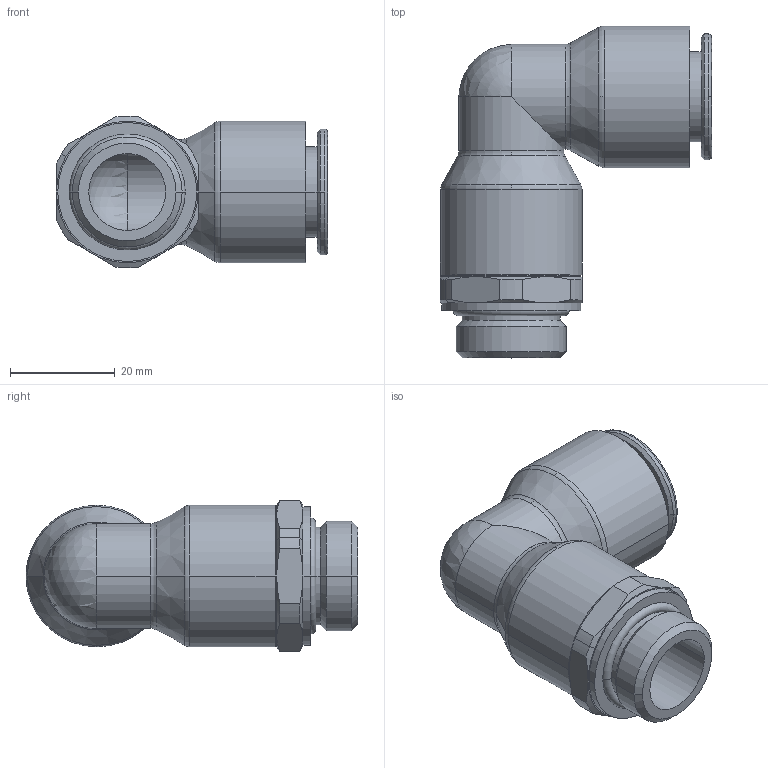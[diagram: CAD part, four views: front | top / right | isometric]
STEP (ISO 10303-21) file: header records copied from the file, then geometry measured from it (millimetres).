
FILE_DESCRIPTION(('STEP AP214'),'1');
FILE_NAME('3199_16_21.stp','2016-07-07T14:54:09',('TraceParts'),('TraceParts S.A.'),'Spatial InterOp 3D',' ',' ');
FILE_SCHEMA(('automotive_design'));
Length unit declared in the file: millimetre
Products named in the file (1): 1
Bounding box: 51.7 x 63.3 x 28.96 mm (x, y, z)
Volume: 22591.1 mm3; surface area: 13008 mm2
Topology: 2 solids, 2 shells, 92 faces, 223 edges, 137 vertices
Faces by surface type: cylinder 36, cone 26, plane 16, torus 12, sphere 2
Entity records: 2751 total; most frequent: CARTESIAN_POINT 545, DIRECTION 520, ORIENTED_EDGE 438, AXIS2_PLACEMENT_3D 232, EDGE_CURVE 219, VERTEX_POINT 137, CIRCLE 135, EDGE_LOOP 102
